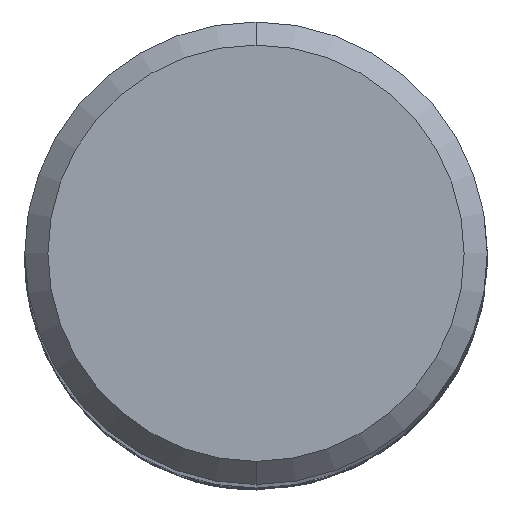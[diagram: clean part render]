
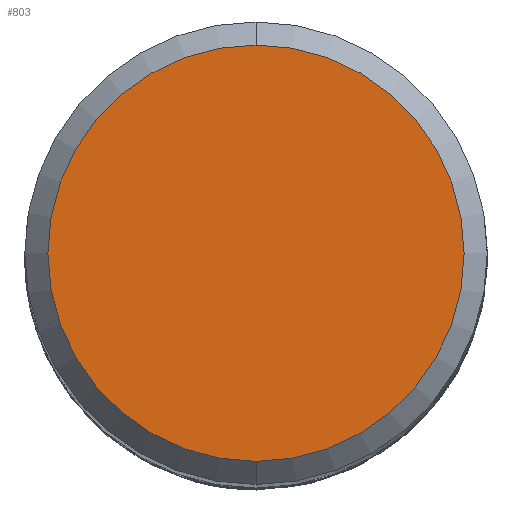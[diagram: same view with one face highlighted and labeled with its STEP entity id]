
A CAD part, top view. The second image highlights one B-rep face of the part: STEP entity #803.
In plain terms, the highlighted planar face has unit normal (0, 0, 1).
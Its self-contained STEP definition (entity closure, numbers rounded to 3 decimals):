
#803=ADVANCED_FACE('',(#2188),#2189,.T.);
#1255=VERTEX_POINT('',#2683);
#1315=VERTEX_POINT('',#2746);
#1439=EDGE_CURVE('',#1255,#1315,#2886,.T.);
#1881=EDGE_CURVE('',#1315,#1255,#3368,.T.);
#2188=FACE_OUTER_BOUND('',#4706,.T.);
#2189=PLANE('',#4707);
#2683=CARTESIAN_POINT('',(0.,-5.4,0.0));
#2746=CARTESIAN_POINT('',(0.0,5.4,0.0));
#2886=CIRCLE('',#13628,5.4);
#3368=CIRCLE('',#19104,5.4);
#4706=EDGE_LOOP('',(#21108,#21109));
#4707=AXIS2_PLACEMENT_3D('',#21110,#21111,#21112);
#13628=AXIS2_PLACEMENT_3D('',#21843,#21844,#21845);
#19104=AXIS2_PLACEMENT_3D('',#22295,#22296,#22297);
#21108=ORIENTED_EDGE('',*,*,#1881,.F.);
#21109=ORIENTED_EDGE('',*,*,#1439,.F.);
#21110=CARTESIAN_POINT('',(0.0,2.7,0.0));
#21111=DIRECTION('',(-0.0,0.0,1.0));
#21112=DIRECTION('',(0.0,-1.0,0.0));
#21843=CARTESIAN_POINT('',(0.0,0.0,0.0));
#21844=DIRECTION('',(0.0,0.0,-1.0));
#21845=DIRECTION('',(0.0,1.0,0.0));
#22295=CARTESIAN_POINT('',(0.0,0.0,0.0));
#22296=DIRECTION('',(0.0,0.0,-1.0));
#22297=DIRECTION('',(0.0,1.0,0.0));
